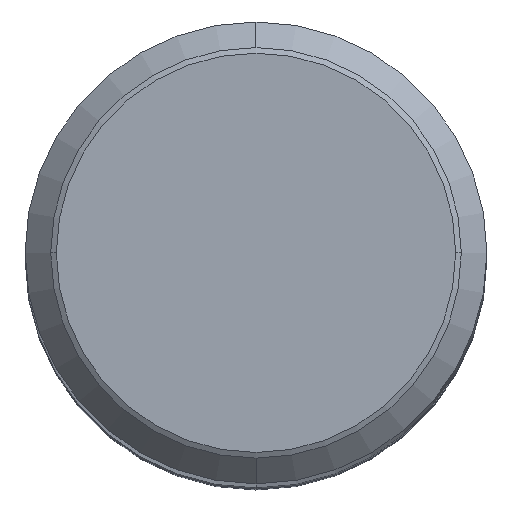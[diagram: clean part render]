
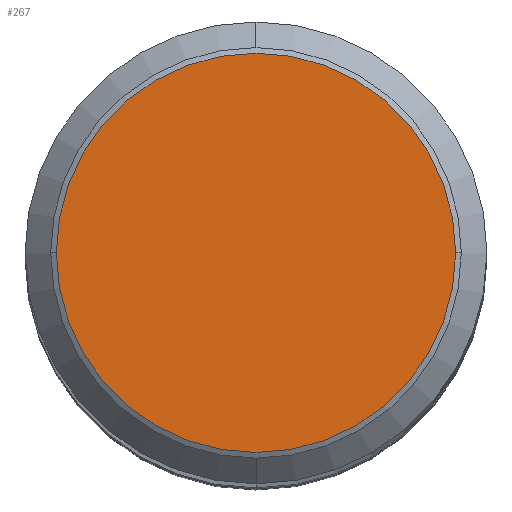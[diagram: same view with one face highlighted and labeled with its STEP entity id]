
A CAD part, top view. The second image highlights one B-rep face of the part: STEP entity #267.
In plain terms, the highlighted planar face has unit normal (0, 0, 1).
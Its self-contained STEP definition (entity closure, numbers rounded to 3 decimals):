
#169=VERTEX_POINT('',#368);
#183=EDGE_CURVE('',#169,#211,#384,.T.);
#189=EDGE_CURVE('',#211,#169,#390,.T.);
#211=VERTEX_POINT('',#414);
#267=ADVANCED_FACE('',(#474),#475,.T.);
#368=CARTESIAN_POINT('',(6.917,0.,107.0));
#384=CIRCLE('',#608,6.917);
#390=CIRCLE('',#616,6.917);
#414=CARTESIAN_POINT('',(-6.917,0.,107.0));
#474=FACE_OUTER_BOUND('',#730,.T.);
#475=PLANE('',#731);
#608=AXIS2_PLACEMENT_3D('',#893,#894,#895);
#616=AXIS2_PLACEMENT_3D('',#898,#899,#900);
#730=EDGE_LOOP('',(#984,#985));
#731=AXIS2_PLACEMENT_3D('',#986,#987,#988);
#893=CARTESIAN_POINT('',(0.,0.0,107.0));
#894=DIRECTION('',(0.0,0.0,1.0));
#895=DIRECTION('',(-1.0,0.,0.0));
#898=CARTESIAN_POINT('',(0.,0.0,107.0));
#899=DIRECTION('',(0.0,0.0,1.0));
#900=DIRECTION('',(-1.0,0.,0.0));
#984=ORIENTED_EDGE('',*,*,#189,.T.);
#985=ORIENTED_EDGE('',*,*,#183,.T.);
#986=CARTESIAN_POINT('',(0.,-3.5,107.0));
#987=DIRECTION('',(0.0,0.0,1.0));
#988=DIRECTION('',(0.,-1.0,0.0));
